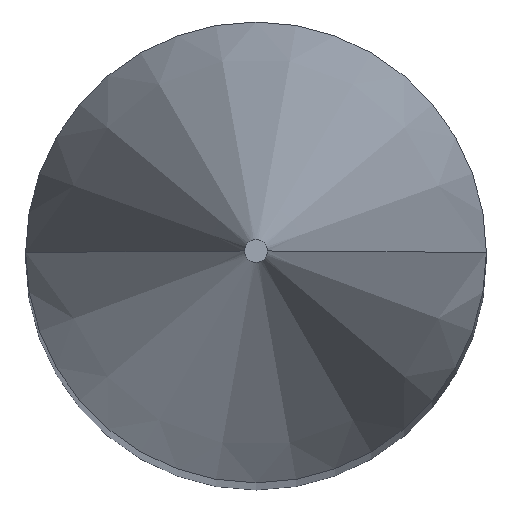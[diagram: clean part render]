
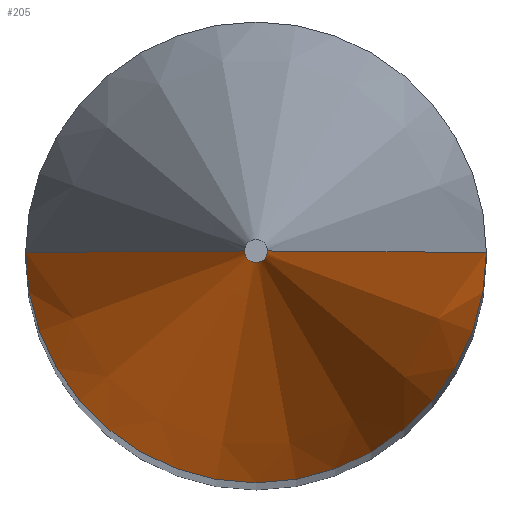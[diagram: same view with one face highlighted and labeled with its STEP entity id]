
A CAD part, top view. The second image highlights one B-rep face of the part: STEP entity #205.
In plain terms, the highlighted conical face has half-angle 15 degrees and reference radius 0.1 mm.
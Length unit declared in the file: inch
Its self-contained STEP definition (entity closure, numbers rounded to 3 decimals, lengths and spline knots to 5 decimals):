
#16 = CARTESIAN_POINT ( 'NONE',  ( -0.00394, 0., 1.9685 ) ) ;
#17 = CARTESIAN_POINT ( 'NONE',  ( 0., 0., 1.68934 ) ) ;
#24 = AXIS2_PLACEMENT_3D ( 'NONE', #57, #245, #37 ) ;
#27 = CARTESIAN_POINT ( 'NONE',  ( 0., 0., 1.9685 ) ) ;
#31 = EDGE_LOOP ( 'NONE', ( #195, #133, #236, #65 ) ) ;
#37 = DIRECTION ( 'NONE',  ( 1., 0., 0. ) ) ;
#39 = VECTOR ( 'NONE', #208, 39.37008 ) ;
#52 = DIRECTION ( 'NONE',  ( 0.259, 0., -0.966 ) ) ;
#56 = CARTESIAN_POINT ( 'NONE',  ( 0.00394, 0., 1.9685 ) ) ;
#57 = CARTESIAN_POINT ( 'NONE',  ( 0., 0., 1.9685 ) ) ;
#63 = CIRCLE ( 'NONE', #109, 0.00394 ) ;
#65 = ORIENTED_EDGE ( 'NONE', *, *, #150, .F. ) ;
#85 = VERTEX_POINT ( 'NONE', #122 ) ;
#91 = CARTESIAN_POINT ( 'NONE',  ( -0.00394, 0., 1.9685 ) ) ;
#98 = CONICAL_SURFACE ( 'NONE', #24, 0.00394, 0.262 ) ;
#99 = VERTEX_POINT ( 'NONE', #138 ) ;
#101 = VERTEX_POINT ( 'NONE', #121 ) ;
#105 = AXIS2_PLACEMENT_3D ( 'NONE', #17, #160, #207 ) ;
#109 = AXIS2_PLACEMENT_3D ( 'NONE', #27, #124, #246 ) ;
#121 = CARTESIAN_POINT ( 'NONE',  ( -0.07874, 0., 1.68934 ) ) ;
#122 = CARTESIAN_POINT ( 'NONE',  ( 0.07874, 0., 1.68934 ) ) ;
#124 = DIRECTION ( 'NONE',  ( 0., 0., -1. ) ) ;
#133 = ORIENTED_EDGE ( 'NONE', *, *, #235, .T. ) ;
#135 = EDGE_CURVE ( 'NONE', #99, #237, #63, .T. ) ;
#138 = CARTESIAN_POINT ( 'NONE',  ( 0.00394, 0., 1.9685 ) ) ;
#150 = EDGE_CURVE ( 'NONE', #99, #85, #183, .T. ) ;
#160 = DIRECTION ( 'NONE',  ( 0., 0., -1. ) ) ;
#183 = LINE ( 'NONE', #56, #204 ) ;
#185 = LINE ( 'NONE', #16, #39 ) ;
#195 = ORIENTED_EDGE ( 'NONE', *, *, #135, .T. ) ;
#198 = EDGE_CURVE ( 'NONE', #85, #101, #218, .T. ) ;
#204 = VECTOR ( 'NONE', #52, 39.37008 ) ;
#205 = ADVANCED_FACE ( 'NONE', ( #229 ), #98, .T. ) ;
#207 = DIRECTION ( 'NONE',  ( -1., 0., 0. ) ) ;
#208 = DIRECTION ( 'NONE',  ( -0.259, 0., -0.966 ) ) ;
#218 = CIRCLE ( 'NONE', #105, 0.07874 ) ;
#229 = FACE_OUTER_BOUND ( 'NONE', #31, .T. ) ;
#235 = EDGE_CURVE ( 'NONE', #237, #101, #185, .T. ) ;
#236 = ORIENTED_EDGE ( 'NONE', *, *, #198, .F. ) ;
#237 = VERTEX_POINT ( 'NONE', #91 ) ;
#245 = DIRECTION ( 'NONE',  ( 0., 0., -1. ) ) ;
#246 = DIRECTION ( 'NONE',  ( -1., 0., 0. ) ) ;
